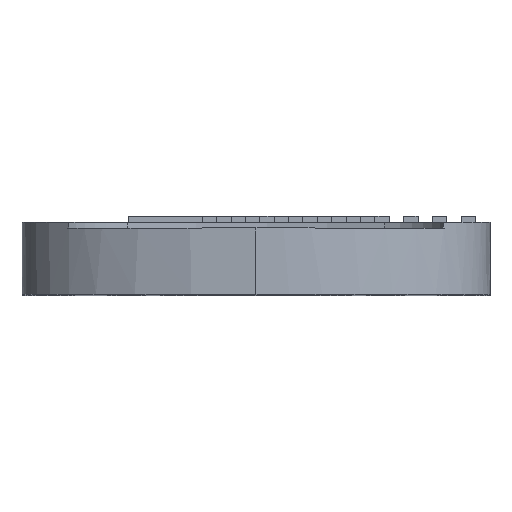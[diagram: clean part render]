
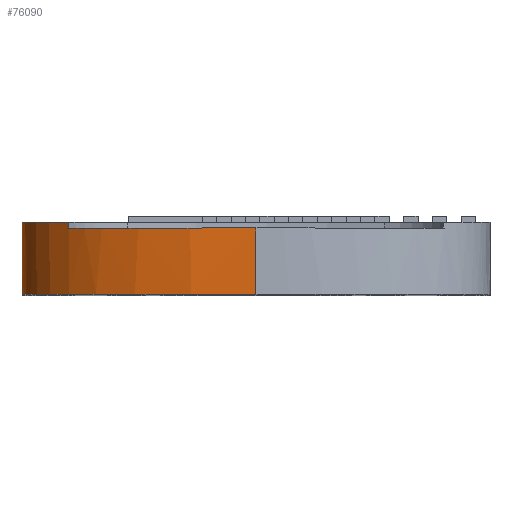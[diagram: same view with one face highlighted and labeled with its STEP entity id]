
A CAD part, top view. The second image highlights one B-rep face of the part: STEP entity #76090.
In plain terms, the highlighted free-form (B-spline) face has degree [2, 1] with [5, 2] control points.
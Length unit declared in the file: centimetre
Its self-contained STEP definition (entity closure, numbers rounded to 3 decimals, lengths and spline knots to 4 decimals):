
#12910 = CARTESIAN_POINT ('', (-13.0286, 0., -20.4695));
#12920 = VERTEX_POINT ('', #12910);
#12930 = CARTESIAN_POINT ('', (-13.0286, -0.4, -20.4695));
#12940 = VERTEX_POINT ('', #12930);
#12950 = CARTESIAN_POINT ('', (-13.0286, 0., -20.4695));
#12960 = CARTESIAN_POINT ('', (-13.0286, -0.1333, -20.4695));
#12970 = CARTESIAN_POINT ('', (-13.0286, -0.2667, -20.4695));
#12980 = CARTESIAN_POINT ('', (-13.0286, -0.4, -20.4695));
#12990 = B_SPLINE_CURVE_WITH_KNOTS ('', 3, (#12950, #12960, #12970, #12980), .UNSPECIFIED., .F., .U., (4, 4), (0.0412, 0.4412), .UNSPECIFIED.);
#13000 = EDGE_CURVE ('', #12920, #12940, #12990, .T.);
#72690 = CARTESIAN_POINT ('', (0., -0.4, -16.62));
#72700 = VERTEX_POINT ('', #72690);
#72710 = CARTESIAN_POINT ('', (0., -0.4, -16.62));
#72720 = CARTESIAN_POINT ('', (-0.1135, -0.4, -16.62));
#72730 = CARTESIAN_POINT ('', (-0.2271, -0.4, -16.6207));
#72740 = CARTESIAN_POINT ('', (-0.3406, -0.4, -16.6221));
#72750 = CARTESIAN_POINT ('', (-1.2064, -0.4, -16.6328));
#72760 = CARTESIAN_POINT ('', (-2.0727, -0.4, -16.6842));
#72770 = CARTESIAN_POINT ('', (-2.9335, -0.4, -16.7773));
#72780 = CARTESIAN_POINT ('', (-3.7876, -0.4, -16.8696));
#72790 = CARTESIAN_POINT ('', (-4.6385, -0.4, -17.0032));
#72800 = CARTESIAN_POINT ('', (-5.4791, -0.4, -17.1805));
#72810 = CARTESIAN_POINT ('', (-6.3132, -0.4, -17.3565));
#72820 = CARTESIAN_POINT ('', (-7.1397, -0.4, -17.576));
#72830 = CARTESIAN_POINT ('', (-7.9492, -0.4, -17.8434));
#72840 = CARTESIAN_POINT ('', (-8.7521, -0.4, -18.1086));
#72850 = CARTESIAN_POINT ('', (-9.5414, -0.4, -18.4219));
#72860 = CARTESIAN_POINT ('', (-10.3029, -0.4, -18.7895));
#72870 = CARTESIAN_POINT ('', (-11.0578, -0.4, -19.1539));
#72880 = CARTESIAN_POINT ('', (-11.7899, -0.4, -19.5738));
#72890 = CARTESIAN_POINT ('', (-12.475, -0.4, -20.0567));
#72900 = CARTESIAN_POINT ('', (-12.6628, -0.4, -20.1891));
#72910 = CARTESIAN_POINT ('', (-12.8476, -0.4, -20.3267));
#72920 = CARTESIAN_POINT ('', (-13.0286, -0.4, -20.4695));
#72930 = B_SPLINE_CURVE_WITH_KNOTS ('', 3, (#72710, #72720, #72730, #72740, #72750, #72760, #72770, #72780, #72790, #72800, #72810, #72820, #72830, #72840, #72850, #72860, #72870, #72880, #72890, #72900, #72910, #72920), .UNSPECIFIED., .F., .U., (4, 3, 3, 3, 3, 3, 3, 4), (15.9897, 16.3303, 18.9279, 21.5052, 24.0627, 26.5995, 29.1142, 29.8033), .UNSPECIFIED.);
#72940 = EDGE_CURVE ('', #72700, #12940, #72930, .T.);
#74380 = CARTESIAN_POINT ('', (0., -5., -16.62));
#74390 = VERTEX_POINT ('', #74380);
#74400 = CARTESIAN_POINT ('', (0., -5., -16.62));
#74410 = CARTESIAN_POINT ('', (0., -3.4667, -16.62));
#74420 = CARTESIAN_POINT ('', (0., -1.9333, -16.62));
#74430 = CARTESIAN_POINT ('', (0., -0.4, -16.62));
#74440 = B_SPLINE_CURVE_WITH_KNOTS ('', 3, (#74400, #74410, #74420, #74430), .UNSPECIFIED., .F., .U., (4, 4), (0.001, 4.601), .UNSPECIFIED.);
#74450 = EDGE_CURVE ('', #74390, #72700, #74440, .T.);
#75340 = ORIENTED_EDGE ('', *, *, #13000, .F.);
#75350 = CARTESIAN_POINT ('', (-16.2633, 0., -26.2083));
#75360 = VERTEX_POINT ('', #75350);
#75370 = CARTESIAN_POINT ('', (-13.0286, 0., -20.4695));
#75380 = CARTESIAN_POINT ('', (-13.4667, 0., -20.8151));
#75390 = CARTESIAN_POINT ('', (-13.8815, 0., -21.1911));
#75400 = CARTESIAN_POINT ('', (-14.2604, 0., -21.5985));
#75410 = CARTESIAN_POINT ('', (-14.823, 0., -22.2034));
#75420 = CARTESIAN_POINT ('', (-15.3155, 0., -22.891));
#75430 = CARTESIAN_POINT ('', (-15.6681, 0., -23.6381));
#75440 = CARTESIAN_POINT ('', (-15.9057, 0., -24.1415));
#75450 = CARTESIAN_POINT ('', (-16.0825, 0., -24.6798));
#75460 = CARTESIAN_POINT ('', (-16.1781, 0., -25.2282));
#75470 = CARTESIAN_POINT ('', (-16.2344, 0., -25.5512));
#75480 = CARTESIAN_POINT ('', (-16.2633, 0., -25.8804));
#75490 = CARTESIAN_POINT ('', (-16.2633, 0., -26.2083));
#75500 = B_SPLINE_CURVE_WITH_KNOTS ('', 3, (#75370, #75380, #75390, #75400, #75410, #75420, #75430, #75440, #75450, #75460, #75470, #75480, #75490), .UNSPECIFIED., .F., .U., (4, 3, 3, 3, 4), (34.4417, 36.1109, 38.5891, 40.2589, 41.2428), .UNSPECIFIED.);
#75510 = EDGE_CURVE ('', #12920, #75360, #75500, .T.);
#75520 = ORIENTED_EDGE ('', *, *, #75510, .T.);
#75530 = CARTESIAN_POINT ('', (-16.2633, -5., -26.2083));
#75540 = VERTEX_POINT ('', #75530);
#75550 = CARTESIAN_POINT ('', (-16.2633, -5., -26.2083));
#75560 = CARTESIAN_POINT ('', (-16.2633, 0., -26.2083));
#75570 = (
   BOUNDED_CURVE ()
   B_SPLINE_CURVE (1, (#75550, #75560), .UNSPECIFIED., .F., .U.)
   B_SPLINE_CURVE_WITH_KNOTS ((2, 2), (0.0833, 0.8409), .UNSPECIFIED.)
   CURVE ()
   GEOMETRIC_REPRESENTATION_ITEM ()
   RATIONAL_B_SPLINE_CURVE ((1., 1.))
   REPRESENTATION_ITEM ('')
);
#75580 = EDGE_CURVE ('', #75540, #75360, #75570, .T.);
#75590 = ORIENTED_EDGE ('', *, *, #75580, .F.);
#75600 = CARTESIAN_POINT ('', (0., -5., -16.62));
#75610 = CARTESIAN_POINT ('', (-0.0666, -5., -16.62));
#75620 = CARTESIAN_POINT ('', (-0.1332, -5., -16.6202));
#75630 = CARTESIAN_POINT ('', (-0.1998, -5., -16.6207));
#75640 = CARTESIAN_POINT ('', (-1.066, -5., -16.627));
#75650 = CARTESIAN_POINT ('', (-1.933, -5., -16.674));
#75660 = CARTESIAN_POINT ('', (-2.7946, -5., -16.7626));
#75670 = CARTESIAN_POINT ('', (-3.6496, -5., -16.8505));
#75680 = CARTESIAN_POINT ('', (-4.5015, -5., -16.9796));
#75690 = CARTESIAN_POINT ('', (-5.3434, -5., -17.1523));
#75700 = CARTESIAN_POINT ('', (-6.1789, -5., -17.3237));
#75710 = CARTESIAN_POINT ('', (-7.0069, -5., -17.5384));
#75720 = CARTESIAN_POINT ('', (-7.8185, -5., -17.8007));
#75730 = CARTESIAN_POINT ('', (-8.6234, -5., -18.0609));
#75740 = CARTESIAN_POINT ('', (-9.4152, -5., -18.3688));
#75750 = CARTESIAN_POINT ('', (-10.1799, -5., -18.7307));
#75760 = CARTESIAN_POINT ('', (-10.9379, -5., -19.0894));
#75770 = CARTESIAN_POINT ('', (-11.6738, -5., -19.5031));
#75780 = CARTESIAN_POINT ('', (-12.3641, -5., -19.9794));
#75790 = CARTESIAN_POINT ('', (-13.0482, -5., -20.4514));
#75800 = CARTESIAN_POINT ('', (-13.6944, -5., -20.9899));
#75810 = CARTESIAN_POINT ('', (-14.2604, -5., -21.5985));
#75820 = CARTESIAN_POINT ('', (-14.823, -5., -22.2034));
#75830 = CARTESIAN_POINT ('', (-15.3155, -5., -22.891));
#75840 = CARTESIAN_POINT ('', (-15.6681, -5., -23.6381));
#75850 = CARTESIAN_POINT ('', (-15.9057, -5., -24.1415));
#75860 = CARTESIAN_POINT ('', (-16.0825, -5., -24.6798));
#75870 = CARTESIAN_POINT ('', (-16.1781, -5., -25.2282));
#75880 = CARTESIAN_POINT ('', (-16.2344, -5., -25.5512));
#75890 = CARTESIAN_POINT ('', (-16.2633, -5., -25.8804));
#75900 = CARTESIAN_POINT ('', (-16.2633, -5., -26.2083));
#75910 = B_SPLINE_CURVE_WITH_KNOTS ('', 3, (#75600, #75610, #75620, #75630, #75640, #75650, #75660, #75670, #75680, #75690, #75700, #75710, #75720, #75730, #75740, #75750, #75760, #75770, #75780, #75790, #75800, #75810, #75820, #75830, #75840, #75850, #75860, #75870, #75880, #75890, #75900), .UNSPECIFIED., .F., .U., (4, 3, 3, 3, 3, 3, 3, 3, 3, 3, 4), (20.628, 20.8278, 23.4265, 26.0049, 28.5635, 31.1014, 33.6174, 36.1109, 38.5891, 40.2589, 41.2428), .UNSPECIFIED.);
#75920 = EDGE_CURVE ('', #74390, #75540, #75910, .T.);
#75930 = ORIENTED_EDGE ('', *, *, #75920, .F.);
#75940 = ORIENTED_EDGE ('', *, *, #74450, .T.);
#75950 = ORIENTED_EDGE ('', *, *, #72940, .T.);
#75960 = EDGE_LOOP ('', (#75340, #75520, #75590, #75930, #75940, #75950));
#75970 = FACE_OUTER_BOUND ('', #75960, .T.);
#75980 = CARTESIAN_POINT ('', (-16.2633, -5.55, -26.2083));
#75990 = CARTESIAN_POINT ('', (-16.2633, 1.05, -26.2083));
#76000 = CARTESIAN_POINT ('', (-16.2633, -5.55, -16.62));
#76010 = CARTESIAN_POINT ('', (-16.2633, 1.05, -16.62));
#76020 = CARTESIAN_POINT ('', (0., -5.55, -16.62));
#76030 = CARTESIAN_POINT ('', (0., 1.05, -16.62));
#76040 = CARTESIAN_POINT ('', (16.2633, -5.55, -16.62));
#76050 = CARTESIAN_POINT ('', (16.2633, 1.05, -16.62));
#76060 = CARTESIAN_POINT ('', (16.2633, -5.55, -26.2083));
#76070 = CARTESIAN_POINT ('', (16.2633, 1.05, -26.2083));
#76080 = (
   BOUNDED_SURFACE ()
   B_SPLINE_SURFACE (2, 1, ((#75980, #75990), (#76000, #76010), (#76020, #76030), (#76040, #76050), (#76060, #76070)), .UNSPECIFIED., .F., .F., .U.)
   B_SPLINE_SURFACE_WITH_KNOTS ((3, 2, 3), (2, 2), (0.5, 0.75, 1.), (0., 1.), .UNSPECIFIED.)
   SURFACE ()
   GEOMETRIC_REPRESENTATION_ITEM ()
   RATIONAL_B_SPLINE_SURFACE (((1., 1.), (0.707, 0.707), (1., 1.), (0.707, 0.707), (1., 1.)))
   REPRESENTATION_ITEM ('')
);
#76090 = ADVANCED_FACE ('', (#75970), #76080, .T.);
